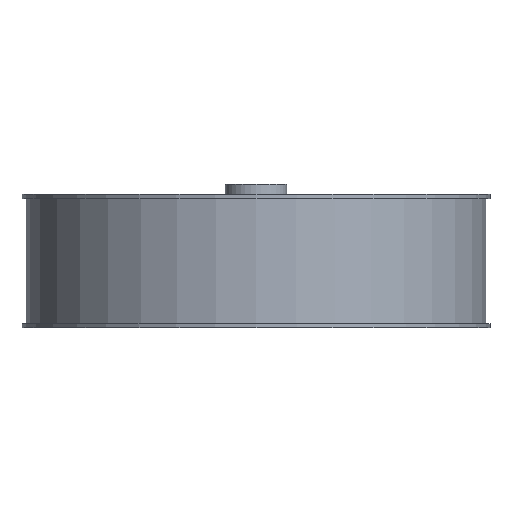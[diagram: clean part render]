
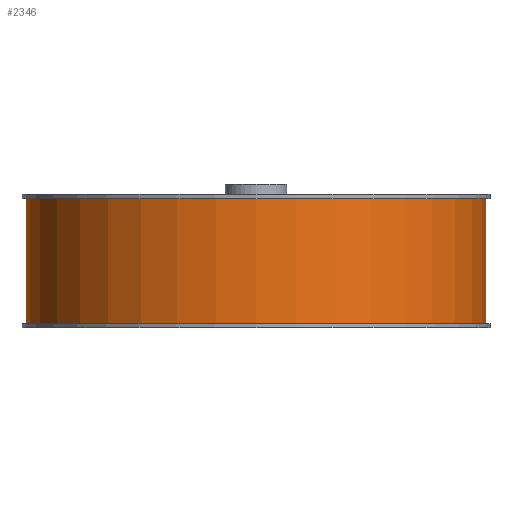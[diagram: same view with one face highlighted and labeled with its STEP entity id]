
A CAD part, front view. The second image highlights one B-rep face of the part: STEP entity #2346.
In plain terms, the highlighted cylindrical face has radius 71.12 mm (diameter 142.24 mm), a full revolution.
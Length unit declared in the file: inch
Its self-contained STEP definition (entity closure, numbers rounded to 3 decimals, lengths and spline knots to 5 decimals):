
#23 = AXIS2_PLACEMENT_3D ( 'NONE', #2272, #2257, #2236 ) ;
#175 = CIRCLE ( 'NONE', #23, 2.8 ) ;
#503 = ORIENTED_EDGE ( 'NONE', *, *, #3196, .F. ) ;
#521 = ORIENTED_EDGE ( 'NONE', *, *, #2109, .T. ) ;
#1706 = DIRECTION ( 'NONE',  ( 1., 0., 0. ) ) ;
#1712 = DIRECTION ( 'NONE',  ( 0., 0., 1. ) ) ;
#1716 = CARTESIAN_POINT ( 'NONE',  ( 0., 0., 0. ) ) ;
#1722 = CYLINDRICAL_SURFACE ( 'NONE', #1800, 2.8 ) ;
#1738 = FACE_OUTER_BOUND ( 'NONE', #2072, .T. ) ;
#1741 = FACE_OUTER_BOUND ( 'NONE', #3383, .T. ) ;
#1800 = AXIS2_PLACEMENT_3D ( 'NONE', #1716, #1712, #1706 ) ;
#2072 = EDGE_LOOP ( 'NONE', ( #521 ) ) ;
#2079 = DIRECTION ( 'NONE',  ( 1., 0., 0. ) ) ;
#2090 = DIRECTION ( 'NONE',  ( 0., 0., 1. ) ) ;
#2093 = CARTESIAN_POINT ( 'NONE',  ( 0., 0., 0.05 ) ) ;
#2109 = EDGE_CURVE ( 'NONE', #2916, #2916, #2971, .T. ) ;
#2236 = DIRECTION ( 'NONE',  ( 1., 0., 0. ) ) ;
#2257 = DIRECTION ( 'NONE',  ( 0., 0., 1. ) ) ;
#2272 = CARTESIAN_POINT ( 'NONE',  ( 0., 0., 1.575 ) ) ;
#2346 = ADVANCED_FACE ( 'NONE', ( #1741, #1738 ), #1722, .T. ) ;
#2675 = CARTESIAN_POINT ( 'NONE',  ( 2.8, 0., 1.575 ) ) ;
#2702 = VERTEX_POINT ( 'NONE', #2675 ) ;
#2852 = AXIS2_PLACEMENT_3D ( 'NONE', #2093, #2090, #2079 ) ;
#2897 = CARTESIAN_POINT ( 'NONE',  ( 2.8, 0., 0.05 ) ) ;
#2916 = VERTEX_POINT ( 'NONE', #2897 ) ;
#2971 = CIRCLE ( 'NONE', #2852, 2.8 ) ;
#3196 = EDGE_CURVE ( 'NONE', #2702, #2702, #175, .T. ) ;
#3383 = EDGE_LOOP ( 'NONE', ( #503 ) ) ;
